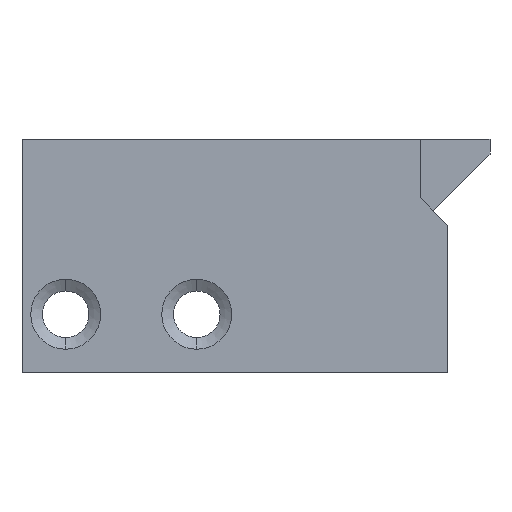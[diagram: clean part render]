
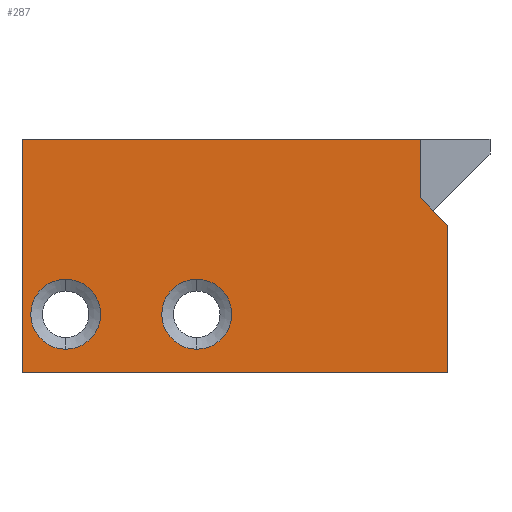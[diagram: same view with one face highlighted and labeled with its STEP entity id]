
A CAD part, front view. The second image highlights one B-rep face of the part: STEP entity #287.
In plain terms, the highlighted planar face has unit normal (0, -1, 0).
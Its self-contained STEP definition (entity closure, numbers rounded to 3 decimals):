
#2 = CARTESIAN_POINT ( 'NONE',  ( 3.039, -1.165, 3. ) ) ;
#15 = ORIENTED_EDGE ( 'NONE', *, *, #1844, .F. ) ;
#60 = VERTEX_POINT ( 'NONE', #3046 ) ;
#82 = VERTEX_POINT ( 'NONE', #90 ) ;
#90 = CARTESIAN_POINT ( 'NONE',  ( -7.04, -1.165, -5. ) ) ;
#126 = ORIENTED_EDGE ( 'NONE', *, *, #178, .F. ) ;
#146 = VERTEX_POINT ( 'NONE', #533 ) ;
#178 = EDGE_CURVE ( 'NONE', #60, #2200, #2162, .T. ) ;
#181 = DIRECTION ( 'NONE',  ( 0., 0., -1. ) ) ;
#190 = DIRECTION ( 'NONE',  ( 0., -1., 0. ) ) ;
#287 = ADVANCED_FACE ( 'NONE', ( #1743, #1964, #2726 ), #981, .F. ) ;
#317 = DIRECTION ( 'NONE',  ( 0., 0., -1. ) ) ;
#378 = CIRCLE ( 'NONE', #2267, 1.2 ) ;
#430 = DIRECTION ( 'NONE',  ( -1., 0., 0. ) ) ;
#437 = AXIS2_PLACEMENT_3D ( 'NONE', #2, #936, #2475 ) ;
#533 = CARTESIAN_POINT ( 'NONE',  ( 6.628, -1.165, 3. ) ) ;
#544 = DIRECTION ( 'NONE',  ( 0., -1., 0. ) ) ;
#578 = VECTOR ( 'NONE', #2285, 1000. ) ;
#617 = DIRECTION ( 'NONE',  ( 0., 0., 1. ) ) ;
#628 = EDGE_CURVE ( 'NONE', #1960, #82, #1672, .T. ) ;
#801 = CIRCLE ( 'NONE', #2765, 1.2 ) ;
#860 = CARTESIAN_POINT ( 'NONE',  ( 7.581, -1.165, -5. ) ) ;
#886 = CARTESIAN_POINT ( 'NONE',  ( -1.04, -1.165, -3. ) ) ;
#936 = DIRECTION ( 'NONE',  ( 0., 1., 0. ) ) ;
#981 = PLANE ( 'NONE',  #437 ) ;
#1035 = EDGE_LOOP ( 'NONE', ( #15, #2744, #1298, #1785, #2971, #2165 ) ) ;
#1169 = EDGE_CURVE ( 'NONE', #1352, #82, #2987, .T. ) ;
#1295 = VECTOR ( 'NONE', #617, 1000. ) ;
#1298 = ORIENTED_EDGE ( 'NONE', *, *, #1169, .T. ) ;
#1352 = VERTEX_POINT ( 'NONE', #1575 ) ;
#1394 = ORIENTED_EDGE ( 'NONE', *, *, #2075, .F. ) ;
#1445 = CARTESIAN_POINT ( 'NONE',  ( -7.04, -1.165, -5. ) ) ;
#1537 = VERTEX_POINT ( 'NONE', #1740 ) ;
#1562 = CARTESIAN_POINT ( 'NONE',  ( 7.581, -1.165, 0.047 ) ) ;
#1575 = CARTESIAN_POINT ( 'NONE',  ( -7.04, -1.165, 3. ) ) ;
#1598 = EDGE_CURVE ( 'NONE', #1537, #2936, #801, .T. ) ;
#1614 = DIRECTION ( 'NONE',  ( 0., -1., 0. ) ) ;
#1658 = LINE ( 'NONE', #2917, #1295 ) ;
#1672 = LINE ( 'NONE', #1906, #2746 ) ;
#1680 = VECTOR ( 'NONE', #2065, 1000. ) ;
#1684 = ORIENTED_EDGE ( 'NONE', *, *, #2164, .F. ) ;
#1740 = CARTESIAN_POINT ( 'NONE',  ( -5.54, -1.165, -4.2 ) ) ;
#1743 = FACE_BOUND ( 'NONE', #2124, .T. ) ;
#1762 = CARTESIAN_POINT ( 'NONE',  ( -5.54, -1.165, -3. ) ) ;
#1765 = LINE ( 'NONE', #2223, #1680 ) ;
#1785 = ORIENTED_EDGE ( 'NONE', *, *, #628, .F. ) ;
#1791 = EDGE_CURVE ( 'NONE', #1352, #146, #1765, .T. ) ;
#1812 = DIRECTION ( 'NONE',  ( 0., 0., -1. ) ) ;
#1844 = EDGE_CURVE ( 'NONE', #146, #2757, #2583, .T. ) ;
#1888 = EDGE_CURVE ( 'NONE', #1960, #2769, #1658, .T. ) ;
#1891 = VECTOR ( 'NONE', #317, 1000. ) ;
#1906 = CARTESIAN_POINT ( 'NONE',  ( 7.581, -1.165, -5. ) ) ;
#1924 = CARTESIAN_POINT ( 'NONE',  ( -1.04, -1.165, -3. ) ) ;
#1960 = VERTEX_POINT ( 'NONE', #860 ) ;
#1964 = FACE_BOUND ( 'NONE', #2466, .T. ) ;
#1996 = CARTESIAN_POINT ( 'NONE',  ( -1.04, -1.165, -1.8 ) ) ;
#2028 = LINE ( 'NONE', #3008, #578 ) ;
#2031 = CARTESIAN_POINT ( 'NONE',  ( 6.628, -1.165, 3. ) ) ;
#2051 = DIRECTION ( 'NONE',  ( 0., 0., -1. ) ) ;
#2062 = DIRECTION ( 'NONE',  ( 0., -1., 0. ) ) ;
#2065 = DIRECTION ( 'NONE',  ( 1., 0., 0. ) ) ;
#2075 = EDGE_CURVE ( 'NONE', #2200, #60, #3150, .T. ) ;
#2102 = AXIS2_PLACEMENT_3D ( 'NONE', #886, #1614, #181 ) ;
#2124 = EDGE_LOOP ( 'NONE', ( #2763, #1684 ) ) ;
#2162 = CIRCLE ( 'NONE', #2102, 1.2 ) ;
#2164 = EDGE_CURVE ( 'NONE', #2936, #1537, #378, .T. ) ;
#2165 = ORIENTED_EDGE ( 'NONE', *, *, #2237, .T. ) ;
#2200 = VERTEX_POINT ( 'NONE', #1996 ) ;
#2223 = CARTESIAN_POINT ( 'NONE',  ( 6.628, -1.165, 3. ) ) ;
#2237 = EDGE_CURVE ( 'NONE', #2769, #2757, #2028, .T. ) ;
#2267 = AXIS2_PLACEMENT_3D ( 'NONE', #1762, #2062, #1812 ) ;
#2285 = DIRECTION ( 'NONE',  ( -0.707, 0., 0.707 ) ) ;
#2466 = EDGE_LOOP ( 'NONE', ( #126, #1394 ) ) ;
#2475 = DIRECTION ( 'NONE',  ( 0., 0., 1. ) ) ;
#2583 = LINE ( 'NONE', #2031, #1891 ) ;
#2593 = CARTESIAN_POINT ( 'NONE',  ( 6.628, -1.165, 1. ) ) ;
#2660 = CARTESIAN_POINT ( 'NONE',  ( -5.54, -1.165, -1.8 ) ) ;
#2704 = DIRECTION ( 'NONE',  ( 0., 0., -1. ) ) ;
#2726 = FACE_OUTER_BOUND ( 'NONE', #1035, .T. ) ;
#2743 = AXIS2_PLACEMENT_3D ( 'NONE', #1924, #190, #2704 ) ;
#2744 = ORIENTED_EDGE ( 'NONE', *, *, #1791, .F. ) ;
#2746 = VECTOR ( 'NONE', #430, 1000. ) ;
#2757 = VERTEX_POINT ( 'NONE', #2593 ) ;
#2763 = ORIENTED_EDGE ( 'NONE', *, *, #1598, .F. ) ;
#2765 = AXIS2_PLACEMENT_3D ( 'NONE', #3073, #544, #2051 ) ;
#2769 = VERTEX_POINT ( 'NONE', #1562 ) ;
#2917 = CARTESIAN_POINT ( 'NONE',  ( 7.581, -1.165, -5. ) ) ;
#2936 = VERTEX_POINT ( 'NONE', #2660 ) ;
#2971 = ORIENTED_EDGE ( 'NONE', *, *, #1888, .T. ) ;
#2975 = DIRECTION ( 'NONE',  ( 0., 0., -1. ) ) ;
#2987 = LINE ( 'NONE', #1445, #3196 ) ;
#3008 = CARTESIAN_POINT ( 'NONE',  ( 3.833, -1.165, 3.795 ) ) ;
#3046 = CARTESIAN_POINT ( 'NONE',  ( -1.04, -1.165, -4.2 ) ) ;
#3073 = CARTESIAN_POINT ( 'NONE',  ( -5.54, -1.165, -3. ) ) ;
#3150 = CIRCLE ( 'NONE', #2743, 1.2 ) ;
#3196 = VECTOR ( 'NONE', #2975, 1000. ) ;
